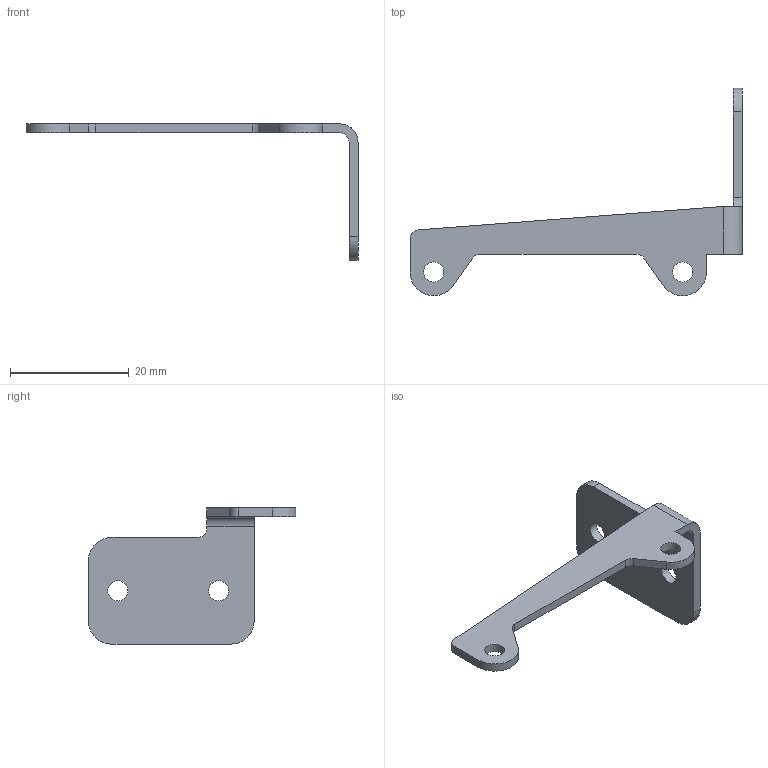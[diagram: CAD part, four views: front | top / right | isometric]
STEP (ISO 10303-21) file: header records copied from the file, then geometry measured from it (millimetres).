
FILE_DESCRIPTION(('FreeCAD Model'),'2;1');
FILE_NAME('Open CASCADE Shape Model','2026-01-26T22:20:36',(''),(''), 'Open CASCADE STEP processor 7.8','FreeCAD','Unknown');
FILE_SCHEMA(('AUTOMOTIVE_DESIGN { 1 0 10303 214 1 1 1 1 }'));
Length unit declared in the file: millimetre
Products named in the file (1): heater_bracket
Bounding box: 56 x 34.99 x 23 mm (x, y, z)
Volume: 1399.3 mm3; surface area: 2253.5 mm2
Topology: 1 solids, 1 shells, 30 faces, 85 edges, 57 vertices
Faces by surface type: plane 15, cylinder 15
Full cylindrical faces by diameter (mm): 3.4 x4
Entity records: 1026 total; most frequent: DIRECTION 178, CARTESIAN_POINT 173, ORIENTED_EDGE 170, EDGE_CURVE 85, AXIS2_PLACEMENT_3D 62, VERTEX_POINT 57, LINE 54, VECTOR 54
